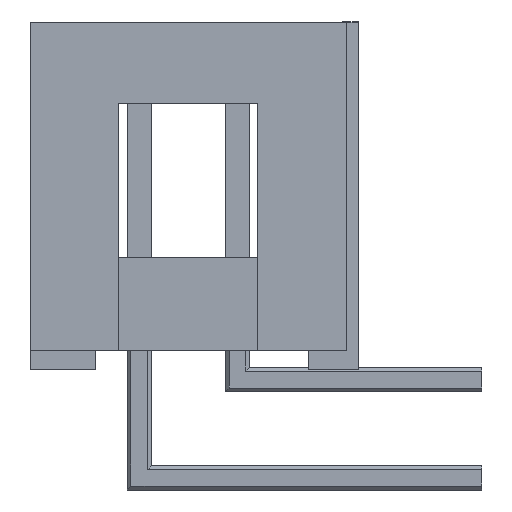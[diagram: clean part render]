
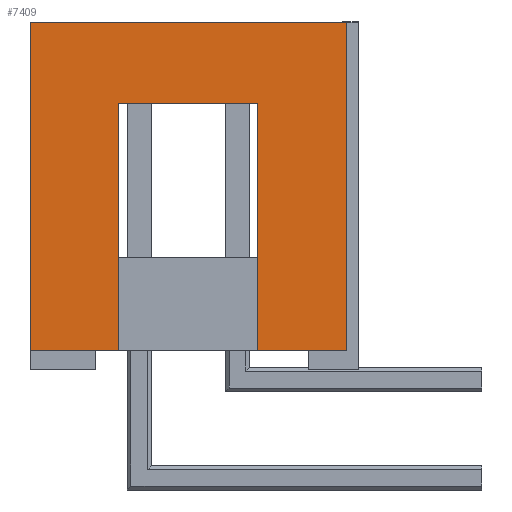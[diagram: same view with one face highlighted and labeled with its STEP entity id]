
A CAD part, left-side view. The second image highlights one B-rep face of the part: STEP entity #7409.
In plain terms, the highlighted planar face has unit normal (-1, 0, 0).
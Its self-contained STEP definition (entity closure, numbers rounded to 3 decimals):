
#16427 = CARTESIAN_POINT ( 'NONE',  ( -41.76, 6.2, -2.1 ) ) ;
#1125 = EDGE_CURVE ( 'NONE', #38029, #31121, #27117, .T. ) ;
#34304 = CARTESIAN_POINT ( 'NONE',  ( -41.76, 8.5, 0. ) ) ;
#2466 = CARTESIAN_POINT ( 'NONE',  ( -41.76, 0.3, -8.5 ) ) ;
#19343 = VERTEX_POINT ( 'NONE', #23622 ) ;
#3218 = VERTEX_POINT ( 'NONE', #34304 ) ;
#36331 = CARTESIAN_POINT ( 'NONE',  ( -41.76, 2.6, -8.5 ) ) ;
#19987 = EDGE_CURVE ( 'NONE', #23747, #19343, #24337, .T. ) ;
#4770 = LINE ( 'NONE', #4771, #4772 ) ;
#4771 = CARTESIAN_POINT ( 'NONE',  ( -41.76, 0.3, -8.5 ) ) ;
#4772 = VECTOR ( 'NONE', #4773, 1000. ) ;
#4773 = DIRECTION ( 'NONE',  ( 0., 0., 1. ) ) ;
#37771 = ORIENTED_EDGE ( 'NONE', *, *, #38738, .T. ) ;
#5063 = EDGE_CURVE ( 'NONE', #19343, #3218, #43111, .T. ) ;
#38029 = VERTEX_POINT ( 'NONE', #2466 ) ;
#38738 = EDGE_CURVE ( 'NONE', #38029, #41929, #4770, .T. ) ;
#6006 = EDGE_LOOP ( 'NONE', ( #7566, #7610, #10199, #37771, #11213, #12198, #6554, #8179 ) ) ;
#6554 = ORIENTED_EDGE ( 'NONE', *, *, #19987, .F. ) ;
#23622 = CARTESIAN_POINT ( 'NONE',  ( -41.76, 8.5, -8.5 ) ) ;
#23747 = VERTEX_POINT ( 'NONE', #29661 ) ;
#7409 = ADVANCED_FACE ( 'NONE', ( #12419 ), #12455, .F. ) ;
#7554 = EDGE_CURVE ( 'NONE', #8194, #8880, #13028, .T. ) ;
#7566 = ORIENTED_EDGE ( 'NONE', *, *, #7554, .F. ) ;
#7610 = ORIENTED_EDGE ( 'NONE', *, *, #8692, .T. ) ;
#40615 = EDGE_CURVE ( 'NONE', #8880, #23747, #11662, .T. ) ;
#24337 = LINE ( 'NONE', #24338, #24362 ) ;
#24338 = CARTESIAN_POINT ( 'NONE',  ( -41.76, 0.3, -8.5 ) ) ;
#24362 = VECTOR ( 'NONE', #24363, 1000. ) ;
#24363 = DIRECTION ( 'NONE',  ( 0., 1., 0. ) ) ;
#8179 = ORIENTED_EDGE ( 'NONE', *, *, #40615, .F. ) ;
#8194 = VERTEX_POINT ( 'NONE', #15069 ) ;
#41112 = EDGE_CURVE ( 'NONE', #41929, #3218, #13259, .T. ) ;
#8692 = EDGE_CURVE ( 'NONE', #8194, #31121, #16064, .T. ) ;
#8880 = VERTEX_POINT ( 'NONE', #16427 ) ;
#41929 = VERTEX_POINT ( 'NONE', #15160 ) ;
#10199 = ORIENTED_EDGE ( 'NONE', *, *, #1125, .F. ) ;
#43111 = LINE ( 'NONE', #43112, #43113 ) ;
#43112 = CARTESIAN_POINT ( 'NONE',  ( -41.76, 8.5, -8.5 ) ) ;
#43113 = VECTOR ( 'NONE', #43114, 1000. ) ;
#43114 = DIRECTION ( 'NONE',  ( 0., 0., 1. ) ) ;
#27117 = LINE ( 'NONE', #27118, #27119 ) ;
#27118 = CARTESIAN_POINT ( 'NONE',  ( -41.76, 0.3, -8.5 ) ) ;
#27119 = VECTOR ( 'NONE', #27142, 1000. ) ;
#27142 = DIRECTION ( 'NONE',  ( 0., 1., 0. ) ) ;
#11213 = ORIENTED_EDGE ( 'NONE', *, *, #41112, .T. ) ;
#11662 = LINE ( 'NONE', #11663, #11664 ) ;
#11663 = CARTESIAN_POINT ( 'NONE',  ( -41.76, 6.2, -2.1 ) ) ;
#11664 = VECTOR ( 'NONE', #11665, 1000. ) ;
#11665 = DIRECTION ( 'NONE',  ( 0., 0., -1. ) ) ;
#12198 = ORIENTED_EDGE ( 'NONE', *, *, #5063, .F. ) ;
#12419 = FACE_OUTER_BOUND ( 'NONE', #6006, .T. ) ;
#12455 = PLANE ( 'NONE',  #12456 ) ;
#12456 = AXIS2_PLACEMENT_3D ( 'NONE', #12457, #12458, #12459 ) ;
#12457 = CARTESIAN_POINT ( 'NONE',  ( -41.76, 0.3, -8.5 ) ) ;
#12458 = DIRECTION ( 'NONE',  ( 1., 0., 0. ) ) ;
#12459 = DIRECTION ( 'NONE',  ( 0., 0., -1. ) ) ;
#13028 = LINE ( 'NONE', #13029, #13030 ) ;
#13029 = CARTESIAN_POINT ( 'NONE',  ( -41.76, 2.6, -2.1 ) ) ;
#13030 = VECTOR ( 'NONE', #13055, 1000. ) ;
#13055 = DIRECTION ( 'NONE',  ( 0., 1., 0. ) ) ;
#13259 = LINE ( 'NONE', #13260, #13287 ) ;
#13260 = CARTESIAN_POINT ( 'NONE',  ( -41.76, 0.3, 0. ) ) ;
#29661 = CARTESIAN_POINT ( 'NONE',  ( -41.76, 6.2, -8.5 ) ) ;
#13287 = VECTOR ( 'NONE', #13288, 1000. ) ;
#13288 = DIRECTION ( 'NONE',  ( 0., 1., 0. ) ) ;
#31121 = VERTEX_POINT ( 'NONE', #36331 ) ;
#15069 = CARTESIAN_POINT ( 'NONE',  ( -41.76, 2.6, -2.1 ) ) ;
#15160 = CARTESIAN_POINT ( 'NONE',  ( -41.76, 0.3, 0. ) ) ;
#16064 = LINE ( 'NONE', #16065, #16066 ) ;
#16065 = CARTESIAN_POINT ( 'NONE',  ( -41.76, 2.6, -2.1 ) ) ;
#16066 = VECTOR ( 'NONE', #16067, 1000. ) ;
#16067 = DIRECTION ( 'NONE',  ( 0., 0., -1. ) ) ;
